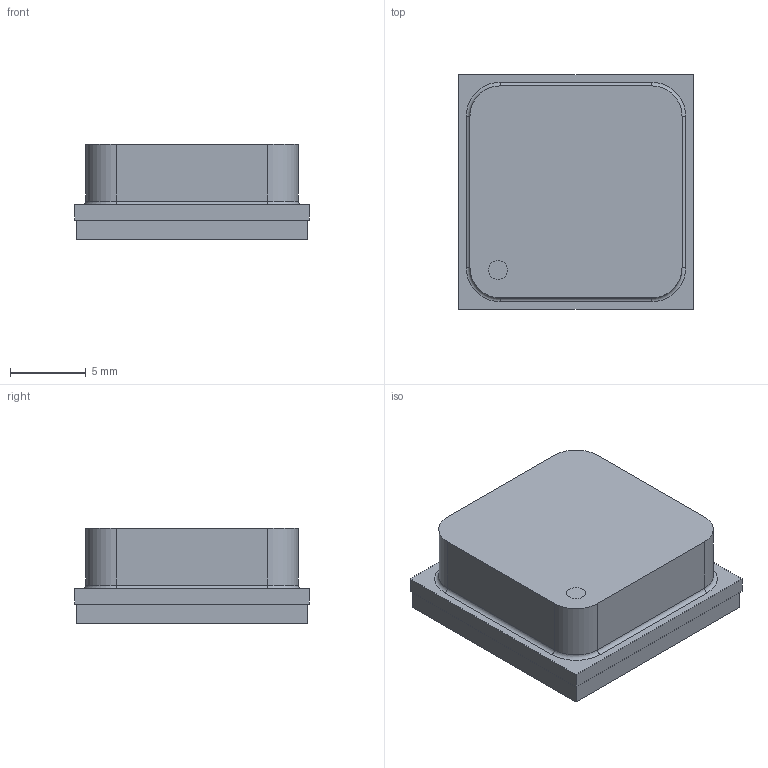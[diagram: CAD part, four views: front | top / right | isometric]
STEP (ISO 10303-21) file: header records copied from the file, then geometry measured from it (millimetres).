
FILE_DESCRIPTION(('CAx-IF Rec.Pracs.---Model Styling and Organization---1.5---2016-08-15','CAx-IF Rec.Pracs.---Geometric and Assembly Validation Properties---4.4---2016-08-17','CAx-IF Rec.Pracs.---User Defined Attributes---1.5---2016-08-15','CAx-IF Rec.Pracs.---External References---2.1---2005-01-19'),'2;1');
FILE_NAME('17091851.step','2023-09-05T21:52:45',('Unspecified'),('Unspecified'),'CAD Exchanger 3.10.2 (cadexchanger.com)','Unspecified','');
FILE_SCHEMA(('AUTOMOTIVE_DESIGN { 1 0 10303 214 1 1 1 1 }'));
Length unit declared in the file: millimetre
Products named in the file (1): SAM-M10Q-00B
Bounding box: 15.5 x 15.5 x 6.3 mm (x, y, z)
Volume: 1315.5 mm3; surface area: 1136.7 mm2
Topology: 22 solids, 22 shells, 255 faces, 556 edges, 368 vertices
Faces by surface type: plane 239, cylinder 12, torus 4
Entity records: 8190 total; most frequent: CARTESIAN_POINT 1180, ORIENTED_EDGE 1112, DIRECTION 1096, EDGE_CURVE 556, LINE 528, VECTOR 528, VERTEX_POINT 368, AXIS2_PLACEMENT_3D 284
